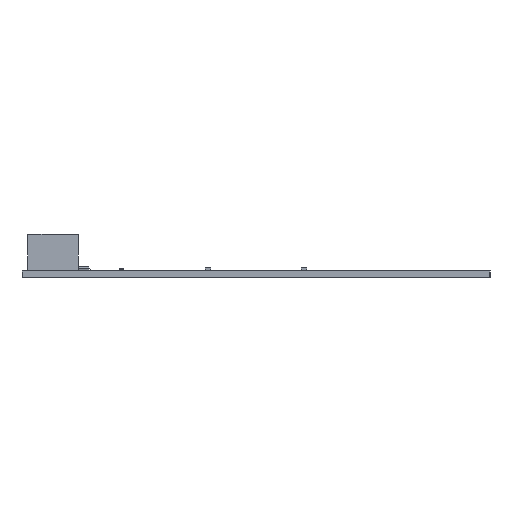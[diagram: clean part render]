
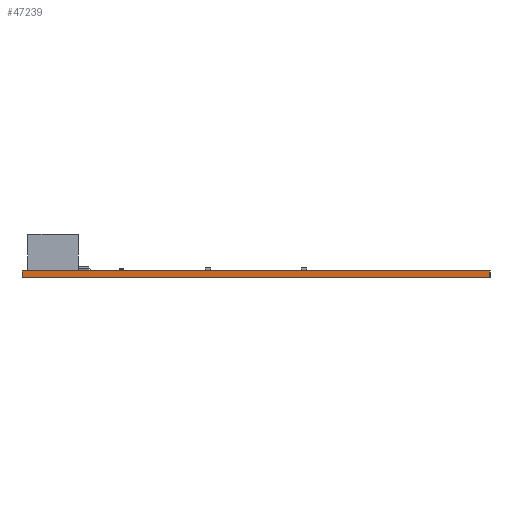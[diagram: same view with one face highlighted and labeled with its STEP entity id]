
A CAD part, left-side view. The second image highlights one B-rep face of the part: STEP entity #47239.
In plain terms, the highlighted planar face has unit normal (-1, 0, 0).
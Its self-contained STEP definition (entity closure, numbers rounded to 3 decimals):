
#47058 = PLANE('',#47059);
#47059 = AXIS2_PLACEMENT_3D('',#47060,#47061,#47062);
#47060 = CARTESIAN_POINT('',(203.2,0.,0.));
#47061 = DIRECTION('',(0.,-1.,0.));
#47062 = DIRECTION('',(-1.,0.,0.));
#47083 = VERTEX_POINT('',#47084);
#47084 = CARTESIAN_POINT('',(0.,0.,1.6));
#47098 = PLANE('',#47099);
#47099 = AXIS2_PLACEMENT_3D('',#47100,#47101,#47102);
#47100 = CARTESIAN_POINT('',(101.6,-57.15,1.6));
#47101 = DIRECTION('',(0.,0.,1.));
#47102 = DIRECTION('',(1.,0.,0.));
#47110 = EDGE_CURVE('',#47111,#47083,#47113,.T.);
#47111 = VERTEX_POINT('',#47112);
#47112 = CARTESIAN_POINT('',(0.,0.,0.));
#47113 = SURFACE_CURVE('',#47114,(#47118,#47125),.PCURVE_S1.);
#47114 = LINE('',#47115,#47116);
#47115 = CARTESIAN_POINT('',(0.,0.,0.));
#47116 = VECTOR('',#47117,1.);
#47117 = DIRECTION('',(0.,0.,1.));
#47118 = PCURVE('',#47058,#47119);
#47119 = DEFINITIONAL_REPRESENTATION('',(#47120),#47124);
#47120 = LINE('',#47121,#47122);
#47121 = CARTESIAN_POINT('',(203.2,0.));
#47122 = VECTOR('',#47123,1.);
#47123 = DIRECTION('',(0.,-1.));
#47124 = ( GEOMETRIC_REPRESENTATION_CONTEXT(2) 
PARAMETRIC_REPRESENTATION_CONTEXT() REPRESENTATION_CONTEXT('2D SPACE',''
  ) );
#47125 = PCURVE('',#47126,#47131);
#47126 = PLANE('',#47127);
#47127 = AXIS2_PLACEMENT_3D('',#47128,#47129,#47130);
#47128 = CARTESIAN_POINT('',(0.,0.,0.));
#47129 = DIRECTION('',(1.,0.,0.));
#47130 = DIRECTION('',(0.,-1.,0.));
#47131 = DEFINITIONAL_REPRESENTATION('',(#47132),#47136);
#47132 = LINE('',#47133,#47134);
#47133 = CARTESIAN_POINT('',(0.,0.));
#47134 = VECTOR('',#47135,1.);
#47135 = DIRECTION('',(0.,-1.));
#47136 = ( GEOMETRIC_REPRESENTATION_CONTEXT(2) 
PARAMETRIC_REPRESENTATION_CONTEXT() REPRESENTATION_CONTEXT('2D SPACE',''
  ) );
#47152 = PLANE('',#47153);
#47153 = AXIS2_PLACEMENT_3D('',#47154,#47155,#47156);
#47154 = CARTESIAN_POINT('',(101.6,-57.15,0.));
#47155 = DIRECTION('',(0.,0.,1.));
#47156 = DIRECTION('',(1.,0.,0.));
#47185 = PLANE('',#47186);
#47186 = AXIS2_PLACEMENT_3D('',#47187,#47188,#47189);
#47187 = CARTESIAN_POINT('',(0.,-114.3,0.));
#47188 = DIRECTION('',(0.,1.,0.));
#47189 = DIRECTION('',(1.,0.,0.));
#47239 = ADVANCED_FACE('',(#47240),#47126,.F.);
#47240 = FACE_BOUND('',#47241,.F.);
#47241 = EDGE_LOOP('',(#47242,#47243,#47266,#47289));
#47242 = ORIENTED_EDGE('',*,*,#47110,.T.);
#47243 = ORIENTED_EDGE('',*,*,#47244,.T.);
#47244 = EDGE_CURVE('',#47083,#47245,#47247,.T.);
#47245 = VERTEX_POINT('',#47246);
#47246 = CARTESIAN_POINT('',(0.,-114.3,1.6));
#47247 = SURFACE_CURVE('',#47248,(#47252,#47259),.PCURVE_S1.);
#47248 = LINE('',#47249,#47250);
#47249 = CARTESIAN_POINT('',(0.,0.,1.6));
#47250 = VECTOR('',#47251,1.);
#47251 = DIRECTION('',(0.,-1.,0.));
#47252 = PCURVE('',#47126,#47253);
#47253 = DEFINITIONAL_REPRESENTATION('',(#47254),#47258);
#47254 = LINE('',#47255,#47256);
#47255 = CARTESIAN_POINT('',(0.,-1.6));
#47256 = VECTOR('',#47257,1.);
#47257 = DIRECTION('',(1.,0.));
#47258 = ( GEOMETRIC_REPRESENTATION_CONTEXT(2) 
PARAMETRIC_REPRESENTATION_CONTEXT() REPRESENTATION_CONTEXT('2D SPACE',''
  ) );
#47259 = PCURVE('',#47098,#47260);
#47260 = DEFINITIONAL_REPRESENTATION('',(#47261),#47265);
#47261 = LINE('',#47262,#47263);
#47262 = CARTESIAN_POINT('',(-101.6,57.15));
#47263 = VECTOR('',#47264,1.);
#47264 = DIRECTION('',(0.,-1.));
#47265 = ( GEOMETRIC_REPRESENTATION_CONTEXT(2) 
PARAMETRIC_REPRESENTATION_CONTEXT() REPRESENTATION_CONTEXT('2D SPACE',''
  ) );
#47266 = ORIENTED_EDGE('',*,*,#47267,.F.);
#47267 = EDGE_CURVE('',#47268,#47245,#47270,.T.);
#47268 = VERTEX_POINT('',#47269);
#47269 = CARTESIAN_POINT('',(0.,-114.3,0.));
#47270 = SURFACE_CURVE('',#47271,(#47275,#47282),.PCURVE_S1.);
#47271 = LINE('',#47272,#47273);
#47272 = CARTESIAN_POINT('',(0.,-114.3,0.));
#47273 = VECTOR('',#47274,1.);
#47274 = DIRECTION('',(0.,0.,1.));
#47275 = PCURVE('',#47126,#47276);
#47276 = DEFINITIONAL_REPRESENTATION('',(#47277),#47281);
#47277 = LINE('',#47278,#47279);
#47278 = CARTESIAN_POINT('',(114.3,0.));
#47279 = VECTOR('',#47280,1.);
#47280 = DIRECTION('',(0.,-1.));
#47281 = ( GEOMETRIC_REPRESENTATION_CONTEXT(2) 
PARAMETRIC_REPRESENTATION_CONTEXT() REPRESENTATION_CONTEXT('2D SPACE',''
  ) );
#47282 = PCURVE('',#47185,#47283);
#47283 = DEFINITIONAL_REPRESENTATION('',(#47284),#47288);
#47284 = LINE('',#47285,#47286);
#47285 = CARTESIAN_POINT('',(0.,0.));
#47286 = VECTOR('',#47287,1.);
#47287 = DIRECTION('',(0.,-1.));
#47288 = ( GEOMETRIC_REPRESENTATION_CONTEXT(2) 
PARAMETRIC_REPRESENTATION_CONTEXT() REPRESENTATION_CONTEXT('2D SPACE',''
  ) );
#47289 = ORIENTED_EDGE('',*,*,#47290,.F.);
#47290 = EDGE_CURVE('',#47111,#47268,#47291,.T.);
#47291 = SURFACE_CURVE('',#47292,(#47296,#47303),.PCURVE_S1.);
#47292 = LINE('',#47293,#47294);
#47293 = CARTESIAN_POINT('',(0.,0.,0.));
#47294 = VECTOR('',#47295,1.);
#47295 = DIRECTION('',(0.,-1.,0.));
#47296 = PCURVE('',#47126,#47297);
#47297 = DEFINITIONAL_REPRESENTATION('',(#47298),#47302);
#47298 = LINE('',#47299,#47300);
#47299 = CARTESIAN_POINT('',(0.,0.));
#47300 = VECTOR('',#47301,1.);
#47301 = DIRECTION('',(1.,0.));
#47302 = ( GEOMETRIC_REPRESENTATION_CONTEXT(2) 
PARAMETRIC_REPRESENTATION_CONTEXT() REPRESENTATION_CONTEXT('2D SPACE',''
  ) );
#47303 = PCURVE('',#47152,#47304);
#47304 = DEFINITIONAL_REPRESENTATION('',(#47305),#47309);
#47305 = LINE('',#47306,#47307);
#47306 = CARTESIAN_POINT('',(-101.6,57.15));
#47307 = VECTOR('',#47308,1.);
#47308 = DIRECTION('',(0.,-1.));
#47309 = ( GEOMETRIC_REPRESENTATION_CONTEXT(2) 
PARAMETRIC_REPRESENTATION_CONTEXT() REPRESENTATION_CONTEXT('2D SPACE',''
  ) );
